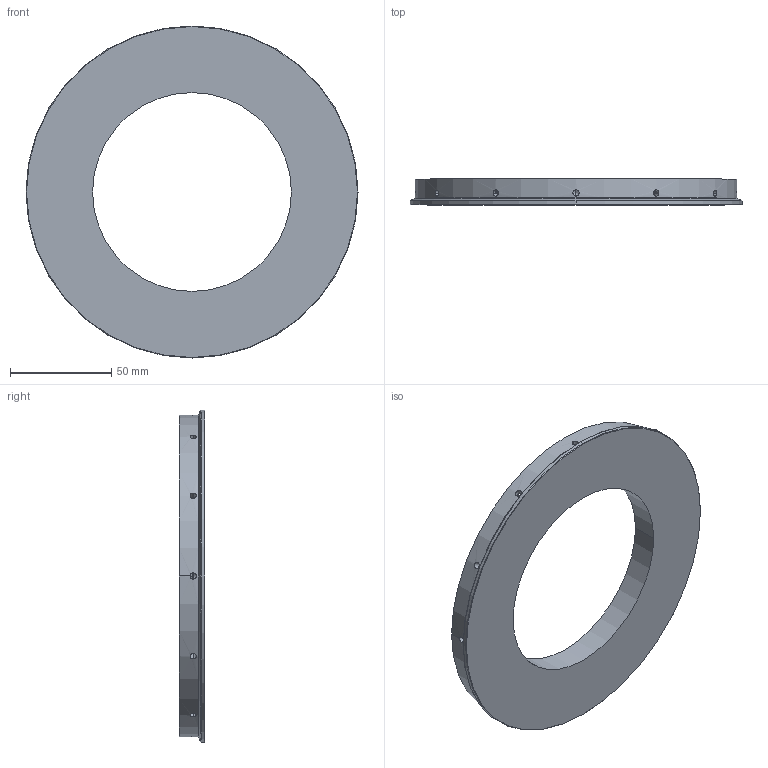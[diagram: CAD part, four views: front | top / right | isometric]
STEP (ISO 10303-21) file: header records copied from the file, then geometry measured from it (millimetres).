
FILE_DESCRIPTION (( 'STEP AP214' ), '1' );
FILE_NAME ('thrustFlange.STEP', '2019-08-16T04:42:22', ( '' ), ( '' ), 'SwSTEP 2.0', 'SolidWorks 2018', '' );
FILE_SCHEMA (( 'AUTOMOTIVE_DESIGN' ));
Length unit declared in the file: inch
Products named in the file (1): thrustFlange
Bounding box: 163.66 x 12.7 x 163.66 mm (x, y, z)
Volume: 102912.6 mm3; surface area: 43577.5 mm2
Topology: 1 solids, 1 shells, 187 faces, 495 edges, 290 vertices
Faces by surface type: cylinder 84, torus 53, cone 30, plane 20
Entity records: 6808 total; most frequent: CARTESIAN_POINT 1840, DIRECTION 1048, ORIENTED_EDGE 942, EDGE_CURVE 471, AXIS2_PLACEMENT_3D 442, VERTEX_POINT 290, CIRCLE 254, EDGE_LOOP 205
